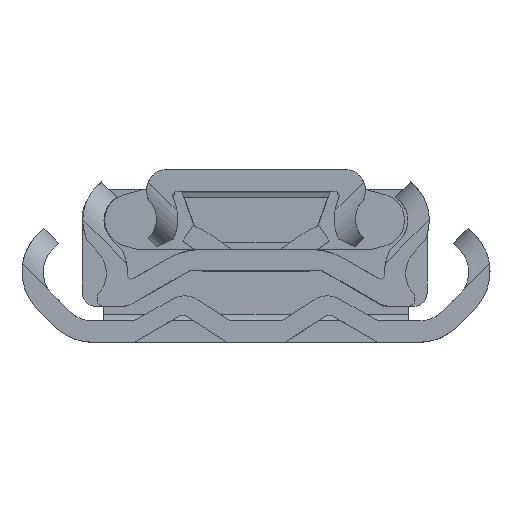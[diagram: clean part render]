
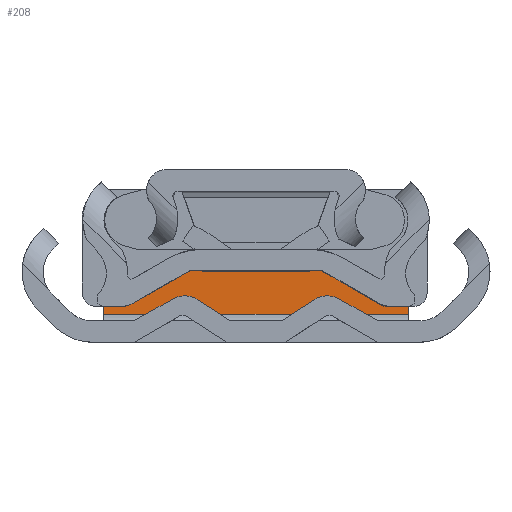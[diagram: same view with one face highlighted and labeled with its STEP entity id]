
A CAD part, left-side view. The second image highlights one B-rep face of the part: STEP entity #208.
In plain terms, the highlighted planar face has unit normal (-1, 0, 0).
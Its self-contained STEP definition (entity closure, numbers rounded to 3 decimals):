
#208 = ADVANCED_FACE ( 'NONE', ( #3333 ), #5908, .F. ) ;
#253 = CARTESIAN_POINT ( 'NONE',  ( 354., 11.5, 2.1 ) ) ;
#270 = VECTOR ( 'NONE', #7924, 1000. ) ;
#330 = VERTEX_POINT ( 'NONE', #10382 ) ;
#363 = CIRCLE ( 'NONE', #5969, 2. ) ;
#670 = VERTEX_POINT ( 'NONE', #1970 ) ;
#867 = DIRECTION ( 'NONE',  ( 0., 0., -1. ) ) ;
#1181 = CARTESIAN_POINT ( 'NONE',  ( 354., 11.5, 6.4 ) ) ;
#1970 = CARTESIAN_POINT ( 'NONE',  ( 354., -9.5, 8.4 ) ) ;
#2070 = CARTESIAN_POINT ( 'NONE',  ( 354., -9.5, 6.4 ) ) ;
#2455 = CARTESIAN_POINT ( 'NONE',  ( 354., -9.5, 6.4 ) ) ;
#2771 = VERTEX_POINT ( 'NONE', #253 ) ;
#2884 = CARTESIAN_POINT ( 'NONE',  ( 354., 9.5, 8.4 ) ) ;
#2984 = VECTOR ( 'NONE', #9611, 1000. ) ;
#3275 = VERTEX_POINT ( 'NONE', #3894 ) ;
#3333 = FACE_OUTER_BOUND ( 'NONE', #9280, .T. ) ;
#3668 = CARTESIAN_POINT ( 'NONE',  ( 354., 9.5, 8.4 ) ) ;
#3679 = EDGE_CURVE ( 'NONE', #2771, #3275, #5257, .T. ) ;
#3821 = DIRECTION ( 'NONE',  ( 1., 0., 0. ) ) ;
#3894 = CARTESIAN_POINT ( 'NONE',  ( 354., -11.5, 2.1 ) ) ;
#3969 = ORIENTED_EDGE ( 'NONE', *, *, #10398, .F. ) ;
#3990 = ORIENTED_EDGE ( 'NONE', *, *, #4210, .F. ) ;
#4210 = EDGE_CURVE ( 'NONE', #330, #3275, #7212, .T. ) ;
#4274 = CARTESIAN_POINT ( 'NONE',  ( 354., 11.5, 6.4 ) ) ;
#4387 = CARTESIAN_POINT ( 'NONE',  ( 354., -11.5, 2.1 ) ) ;
#4490 = LINE ( 'NONE', #3668, #6313 ) ;
#5103 = AXIS2_PLACEMENT_3D ( 'NONE', #2455, #9134, #867 ) ;
#5257 = LINE ( 'NONE', #4387, #10608 ) ;
#5400 = CARTESIAN_POINT ( 'NONE',  ( 354., -11.5, 6.4 ) ) ;
#5908 = PLANE ( 'NONE',  #5103 ) ;
#5969 = AXIS2_PLACEMENT_3D ( 'NONE', #6300, #8819, #8659 ) ;
#6109 = AXIS2_PLACEMENT_3D ( 'NONE', #2070, #3821, #6399 ) ;
#6300 = CARTESIAN_POINT ( 'NONE',  ( 354., 9.5, 6.4 ) ) ;
#6313 = VECTOR ( 'NONE', #7006, 1000. ) ;
#6399 = DIRECTION ( 'NONE',  ( 0., 0., -1. ) ) ;
#6599 = VERTEX_POINT ( 'NONE', #2884 ) ;
#6885 = CIRCLE ( 'NONE', #6109, 2. ) ;
#7006 = DIRECTION ( 'NONE',  ( 0., -1., 0. ) ) ;
#7016 = EDGE_CURVE ( 'NONE', #2771, #9386, #10283, .T. ) ;
#7212 = LINE ( 'NONE', #5400, #270 ) ;
#7231 = ORIENTED_EDGE ( 'NONE', *, *, #9093, .F. ) ;
#7924 = DIRECTION ( 'NONE',  ( 0., 0., -1. ) ) ;
#8659 = DIRECTION ( 'NONE',  ( 0., 0., -1. ) ) ;
#8728 = ORIENTED_EDGE ( 'NONE', *, *, #7016, .F. ) ;
#8819 = DIRECTION ( 'NONE',  ( 1., 0., 0. ) ) ;
#9093 = EDGE_CURVE ( 'NONE', #6599, #670, #4490, .T. ) ;
#9134 = DIRECTION ( 'NONE',  ( 1., 0., 0. ) ) ;
#9280 = EDGE_LOOP ( 'NONE', ( #8728, #9657, #3990, #9794, #7231, #3969 ) ) ;
#9376 = DIRECTION ( 'NONE',  ( 0., -1., 0. ) ) ;
#9386 = VERTEX_POINT ( 'NONE', #4274 ) ;
#9586 = EDGE_CURVE ( 'NONE', #670, #330, #6885, .T. ) ;
#9611 = DIRECTION ( 'NONE',  ( 0., 0., 1. ) ) ;
#9657 = ORIENTED_EDGE ( 'NONE', *, *, #3679, .T. ) ;
#9794 = ORIENTED_EDGE ( 'NONE', *, *, #9586, .F. ) ;
#10283 = LINE ( 'NONE', #1181, #2984 ) ;
#10382 = CARTESIAN_POINT ( 'NONE',  ( 354., -11.5, 6.4 ) ) ;
#10398 = EDGE_CURVE ( 'NONE', #9386, #6599, #363, .T. ) ;
#10608 = VECTOR ( 'NONE', #9376, 1000. ) ;
